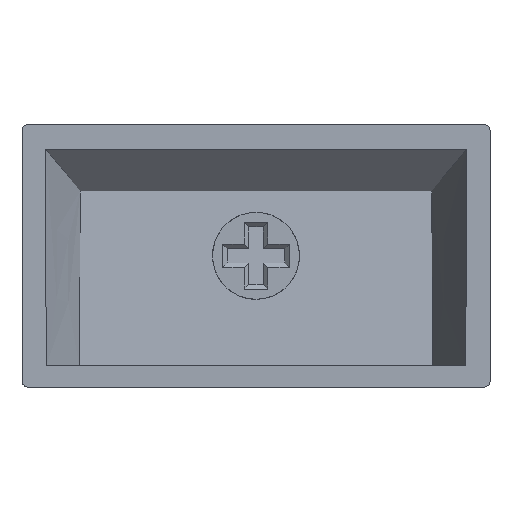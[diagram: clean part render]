
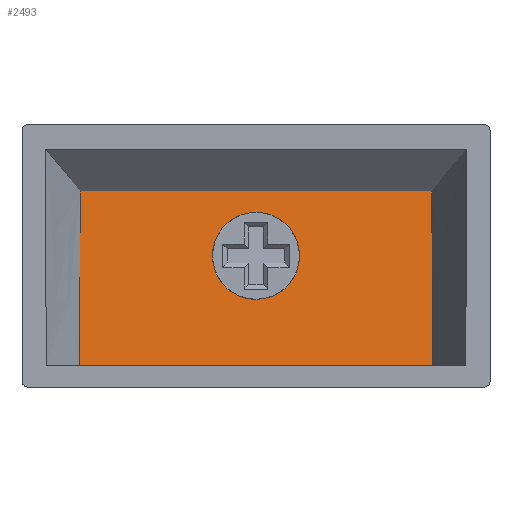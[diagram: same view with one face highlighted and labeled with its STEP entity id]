
A CAD part, front view. The second image highlights one B-rep face of the part: STEP entity #2493.
In plain terms, the highlighted planar face has unit normal (0, -0.995, 0.103).
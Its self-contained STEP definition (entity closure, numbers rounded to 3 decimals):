
#117 = ORIENTED_EDGE ( 'NONE', *, *, #371, .F. ) ;
#146 = VERTEX_POINT ( 'NONE', #680 ) ;
#150 = CARTESIAN_POINT ( 'NONE',  ( 28.295, 5.59, -7.54 ) ) ;
#158 = DIRECTION ( 'NONE',  ( 1., 0., 0. ) ) ;
#179 = CARTESIAN_POINT ( 'NONE',  ( 4.008, 5.637, -7.087 ) ) ;
#187 = CARTESIAN_POINT ( 'NONE',  ( 3.937, 4.648, -16.6 ) ) ;
#199 = AXIS2_PLACEMENT_3D ( 'NONE', #751, #1991, #961 ) ;
#329 = EDGE_CURVE ( 'NONE', #776, #1145, #1952, .T. ) ;
#337 = CARTESIAN_POINT ( 'NONE',  ( 28.285, 5.745, -6.052 ) ) ;
#371 = EDGE_CURVE ( 'NONE', #1819, #532, #2314, .T. ) ;
#454 = B_SPLINE_CURVE_WITH_KNOTS ( 'NONE', 3,
 ( #1187, #1644, #1637, #1424, #989, #2473, #793, #179, #1842, #803 ),
 .UNSPECIFIED., .F., .F.,
 ( 4, 3, 3, 4 ),
 ( 0., 0.004, 0.008, 0.012 ),
 .UNSPECIFIED. ) ;
#481 = DIRECTION ( 'NONE',  ( 1., 0., 0. ) ) ;
#532 = VERTEX_POINT ( 'NONE', #2170 ) ;
#636 = ORIENTED_EDGE ( 'NONE', *, *, #1972, .F. ) ;
#659 = LINE ( 'NONE', #1288, #1812 ) ;
#680 = CARTESIAN_POINT ( 'NONE',  ( 28.276, 5.9, -4.564 ) ) ;
#722 = EDGE_CURVE ( 'NONE', #776, #1174, #454, .T. ) ;
#751 = CARTESIAN_POINT ( 'NONE',  ( 0., 6.306, -0.656 ) ) ;
#773 = CARTESIAN_POINT ( 'NONE',  ( 16.15, 5.123, -12.037 ) ) ;
#776 = VERTEX_POINT ( 'NONE', #187 ) ;
#793 = CARTESIAN_POINT ( 'NONE',  ( 3.999, 5.506, -8.349 ) ) ;
#803 = CARTESIAN_POINT ( 'NONE',  ( 4.024, 5.9, -4.564 ) ) ;
#809 = CARTESIAN_POINT ( 'NONE',  ( 16.15, 5.123, -12.037 ) ) ;
#812 = FACE_BOUND ( 'NONE', #1367, .T. ) ;
#946 = CARTESIAN_POINT ( 'NONE',  ( 28.314, 5.304, -10.29 ) ) ;
#955 = EDGE_CURVE ( 'NONE', #146, #1145, #1282, .T. ) ;
#961 = DIRECTION ( 'NONE',  ( 0., 0.103, 0.995 ) ) ;
#989 = CARTESIAN_POINT ( 'NONE',  ( 3.982, 5.244, -10.872 ) ) ;
#1031 = CARTESIAN_POINT ( 'NONE',  ( 22.15, 5.123, -12.037 ) ) ;
#1145 = VERTEX_POINT ( 'NONE', #1678 ) ;
#1153 = CARTESIAN_POINT ( 'NONE',  ( 28.352, 4.779, -15.338 ) ) ;
#1166 = CARTESIAN_POINT ( 'NONE',  ( 28.342, 4.91, -14.076 ) ) ;
#1174 = VERTEX_POINT ( 'NONE', #2457 ) ;
#1187 = CARTESIAN_POINT ( 'NONE',  ( 3.937, 4.648, -16.6 ) ) ;
#1194 = CARTESIAN_POINT ( 'NONE',  ( 16.15, 5.747, -6.037 ) ) ;
#1282 = B_SPLINE_CURVE_WITH_KNOTS ( 'NONE', 3,
 ( #2630, #337, #150, #2191, #946, #2604, #2401, #1166, #1153, #1800 ),
 .UNSPECIFIED., .F., .F.,
 ( 4, 3, 3, 4 ),
 ( 0., 0.004, 0.008, 0.012 ),
 .UNSPECIFIED. ) ;
#1288 = CARTESIAN_POINT ( 'NONE',  ( 0., 5.9, -4.564 ) ) ;
#1367 = EDGE_LOOP ( 'NONE', ( #117, #636 ) ) ;
#1392 = EDGE_CURVE ( 'NONE', #1174, #146, #659, .T. ) ;
#1424 = CARTESIAN_POINT ( 'NONE',  ( 3.972, 5.112, -12.133 ) ) ;
#1432 = FACE_OUTER_BOUND ( 'NONE', #2008, .T. ) ;
#1455 = CARTESIAN_POINT ( 'NONE',  ( 16.15, 5.123, -12.037 ) ) ;
#1637 = CARTESIAN_POINT ( 'NONE',  ( 3.961, 4.958, -13.622 ) ) ;
#1644 = CARTESIAN_POINT ( 'NONE',  ( 3.95, 4.803, -15.111 ) ) ;
#1678 = CARTESIAN_POINT ( 'NONE',  ( 28.363, 4.648, -16.6 ) ) ;
#1795 = CARTESIAN_POINT ( 'NONE',  ( 16.15, 5.747, -6.037 ) ) ;
#1800 = CARTESIAN_POINT ( 'NONE',  ( 28.363, 4.648, -16.6 ) ) ;
#1812 = VECTOR ( 'NONE', #481, 1000. ) ;
#1819 = VERTEX_POINT ( 'NONE', #809 ) ;
#1842 = CARTESIAN_POINT ( 'NONE',  ( 4.016, 5.769, -5.825 ) ) ;
#1843 = CARTESIAN_POINT ( 'NONE',  ( 0., 4.648, -16.6 ) ) ;
#1871 = CARTESIAN_POINT ( 'NONE',  ( 10.15, 5.123, -12.037 ) ) ;
#1952 = LINE ( 'NONE', #1843, #2667 ) ;
#1972 = EDGE_CURVE ( 'NONE', #532, #1819, #2016, .T. ) ;
#1991 = DIRECTION ( 'NONE',  ( 0., 0.995, -0.103 ) ) ;
#2008 = EDGE_LOOP ( 'NONE', ( #2582, #2609, #2637, #2202 ) ) ;
#2016 =( BOUNDED_CURVE ( )  B_SPLINE_CURVE ( 3, ( #1795, #2224, #1871, #1455 ),
 .UNSPECIFIED., .F., .F. ) 
 B_SPLINE_CURVE_WITH_KNOTS ( ( 4, 4 ),
 ( 3.142, 6.283 ),
 .UNSPECIFIED. ) 
 CURVE ( )  GEOMETRIC_REPRESENTATION_ITEM ( )  RATIONAL_B_SPLINE_CURVE ( ( 1., 0.333, 0.333, 1. ) ) 
 REPRESENTATION_ITEM ( '' )  );
#2170 = CARTESIAN_POINT ( 'NONE',  ( 16.15, 5.747, -6.037 ) ) ;
#2191 = CARTESIAN_POINT ( 'NONE',  ( 28.305, 5.435, -9.029 ) ) ;
#2202 = ORIENTED_EDGE ( 'NONE', *, *, #329, .T. ) ;
#2224 = CARTESIAN_POINT ( 'NONE',  ( 10.15, 5.747, -6.037 ) ) ;
#2314 =( BOUNDED_CURVE ( )  B_SPLINE_CURVE ( 3, ( #773, #1031, #2484, #1194 ),
 .UNSPECIFIED., .F., .F. ) 
 B_SPLINE_CURVE_WITH_KNOTS ( ( 4, 4 ),
 ( 0., 3.142 ),
 .UNSPECIFIED. ) 
 CURVE ( )  GEOMETRIC_REPRESENTATION_ITEM ( )  RATIONAL_B_SPLINE_CURVE ( ( 1., 0.333, 0.333, 1. ) ) 
 REPRESENTATION_ITEM ( '' )  );
#2401 = CARTESIAN_POINT ( 'NONE',  ( 28.333, 5.042, -12.814 ) ) ;
#2457 = CARTESIAN_POINT ( 'NONE',  ( 4.024, 5.9, -4.564 ) ) ;
#2473 = CARTESIAN_POINT ( 'NONE',  ( 3.991, 5.375, -9.61 ) ) ;
#2484 = CARTESIAN_POINT ( 'NONE',  ( 22.15, 5.747, -6.037 ) ) ;
#2493 = ADVANCED_FACE ( 'NONE', ( #812, #1432 ), #2606, .F. ) ;
#2582 = ORIENTED_EDGE ( 'NONE', *, *, #955, .F. ) ;
#2604 = CARTESIAN_POINT ( 'NONE',  ( 28.323, 5.173, -11.552 ) ) ;
#2606 = PLANE ( 'NONE',  #199 ) ;
#2609 = ORIENTED_EDGE ( 'NONE', *, *, #1392, .F. ) ;
#2630 = CARTESIAN_POINT ( 'NONE',  ( 28.276, 5.9, -4.564 ) ) ;
#2637 = ORIENTED_EDGE ( 'NONE', *, *, #722, .F. ) ;
#2667 = VECTOR ( 'NONE', #158, 1000. ) ;
